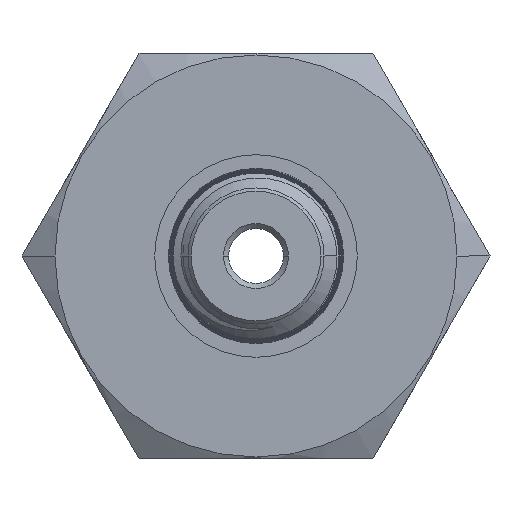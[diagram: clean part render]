
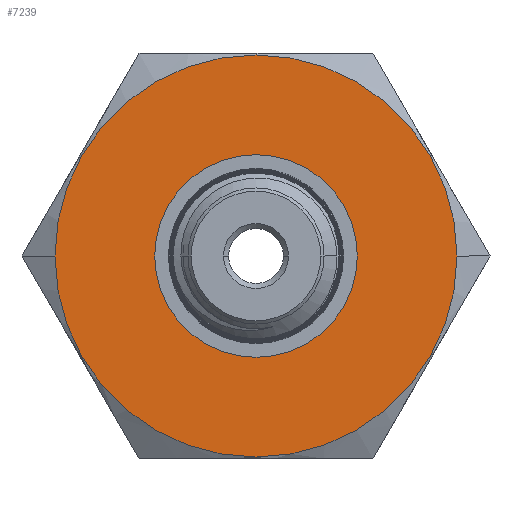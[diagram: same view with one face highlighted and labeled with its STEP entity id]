
A CAD part, left-side view. The second image highlights one B-rep face of the part: STEP entity #7239.
In plain terms, the highlighted planar face has unit normal (-1, 0, 0).
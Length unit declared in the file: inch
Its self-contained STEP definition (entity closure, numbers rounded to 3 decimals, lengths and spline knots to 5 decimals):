
#201 = CIRCLE ( 'NONE', #3780, 0.62 ) ;
#302 = DIRECTION ( 'NONE',  ( 0., 0., 1. ) ) ;
#673 = DIRECTION ( 'NONE',  ( 0., 1., 0. ) ) ;
#867 = ORIENTED_EDGE ( 'NONE', *, *, #5917, .F. ) ;
#892 = CARTESIAN_POINT ( 'NONE',  ( -2., 0., 0. ) ) ;
#1587 = CIRCLE ( 'NONE', #15727, 0.281 ) ;
#2209 = CARTESIAN_POINT ( 'NONE',  ( -2., 0.62, 0. ) ) ;
#2348 = DIRECTION ( 'NONE',  ( 0., 0., 1. ) ) ;
#2462 = EDGE_CURVE ( 'NONE', #3861, #5963, #4409, .T. ) ;
#2527 = DIRECTION ( 'NONE',  ( -1., 0., 0. ) ) ;
#2824 = DIRECTION ( 'NONE',  ( -1., 0., 0. ) ) ;
#3222 = EDGE_CURVE ( 'NONE', #12556, #13103, #201, .T. ) ;
#3637 = DIRECTION ( 'NONE',  ( -1., 0., 0. ) ) ;
#3780 = AXIS2_PLACEMENT_3D ( 'NONE', #4699, #9976, #13676 ) ;
#3861 = VERTEX_POINT ( 'NONE', #14712 ) ;
#4409 = CIRCLE ( 'NONE', #6689, 0.281 ) ;
#4699 = CARTESIAN_POINT ( 'NONE',  ( -2., 0., 0. ) ) ;
#4829 = PLANE ( 'NONE',  #11419 ) ;
#5022 = CIRCLE ( 'NONE', #14967, 0.62 ) ;
#5840 = ORIENTED_EDGE ( 'NONE', *, *, #2462, .F. ) ;
#5917 = EDGE_CURVE ( 'NONE', #5963, #3861, #1587, .T. ) ;
#5963 = VERTEX_POINT ( 'NONE', #13037 ) ;
#6447 = CARTESIAN_POINT ( 'NONE',  ( -2., 0., 0. ) ) ;
#6689 = AXIS2_PLACEMENT_3D ( 'NONE', #7559, #3637, #2348 ) ;
#7239 = ADVANCED_FACE ( 'NONE', ( #7994, #9393 ), #4829, .T. ) ;
#7559 = CARTESIAN_POINT ( 'NONE',  ( -2., 0., 0. ) ) ;
#7818 = EDGE_LOOP ( 'NONE', ( #11256, #11495 ) ) ;
#7859 = DIRECTION ( 'NONE',  ( 0., -1., 0. ) ) ;
#7994 = FACE_OUTER_BOUND ( 'NONE', #7818, .T. ) ;
#9393 = FACE_BOUND ( 'NONE', #13592, .T. ) ;
#9976 = DIRECTION ( 'NONE',  ( 1., 0., 0. ) ) ;
#10455 = CARTESIAN_POINT ( 'NONE',  ( -2., 0., 0. ) ) ;
#11256 = ORIENTED_EDGE ( 'NONE', *, *, #3222, .F. ) ;
#11419 = AXIS2_PLACEMENT_3D ( 'NONE', #6447, #2527, #7859 ) ;
#11495 = ORIENTED_EDGE ( 'NONE', *, *, #13204, .F. ) ;
#12556 = VERTEX_POINT ( 'NONE', #2209 ) ;
#13037 = CARTESIAN_POINT ( 'NONE',  ( -2., 0., 0.281 ) ) ;
#13103 = VERTEX_POINT ( 'NONE', #14305 ) ;
#13204 = EDGE_CURVE ( 'NONE', #13103, #12556, #5022, .T. ) ;
#13592 = EDGE_LOOP ( 'NONE', ( #867, #5840 ) ) ;
#13676 = DIRECTION ( 'NONE',  ( 0., 1., 0. ) ) ;
#14305 = CARTESIAN_POINT ( 'NONE',  ( -2., -0.62, 0. ) ) ;
#14712 = CARTESIAN_POINT ( 'NONE',  ( -2., 0., -0.281 ) ) ;
#14967 = AXIS2_PLACEMENT_3D ( 'NONE', #892, #16048, #673 ) ;
#15727 = AXIS2_PLACEMENT_3D ( 'NONE', #10455, #2824, #302 ) ;
#16048 = DIRECTION ( 'NONE',  ( 1., 0., 0. ) ) ;
